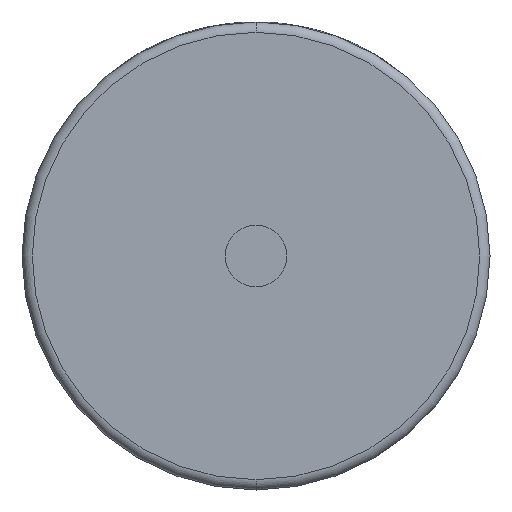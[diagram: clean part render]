
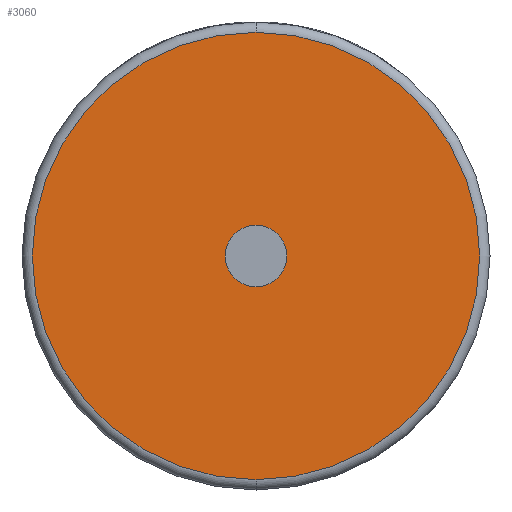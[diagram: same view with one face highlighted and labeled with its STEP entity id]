
A CAD part, front view. The second image highlights one B-rep face of the part: STEP entity #3060.
In plain terms, the highlighted planar face has unit normal (0, -1, 0).
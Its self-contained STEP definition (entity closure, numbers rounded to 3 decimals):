
#86 = EDGE_LOOP ( 'NONE', ( #1372, #1268 ) ) ;
#146 = DIRECTION ( 'NONE',  ( 0., -1., 0. ) ) ;
#148 = VERTEX_POINT ( 'NONE', #3132 ) ;
#286 = VERTEX_POINT ( 'NONE', #3339 ) ;
#419 = DIRECTION ( 'NONE',  ( 0., -1., 0. ) ) ;
#449 = DIRECTION ( 'NONE',  ( 0., 0., 1. ) ) ;
#468 = ORIENTED_EDGE ( 'NONE', *, *, #3024, .F. ) ;
#1173 = CARTESIAN_POINT ( 'NONE',  ( 0., 0., 43.5 ) ) ;
#1226 = CARTESIAN_POINT ( 'NONE',  ( 0., 0., 0. ) ) ;
#1227 = EDGE_CURVE ( 'NONE', #148, #286, #2770, .T. ) ;
#1256 = EDGE_CURVE ( 'NONE', #4253, #1707, #3054, .T. ) ;
#1268 = ORIENTED_EDGE ( 'NONE', *, *, #3141, .T. ) ;
#1332 = AXIS2_PLACEMENT_3D ( 'NONE', #2474, #1731, #3564 ) ;
#1368 = AXIS2_PLACEMENT_3D ( 'NONE', #1573, #146, #449 ) ;
#1372 = ORIENTED_EDGE ( 'NONE', *, *, #1256, .T. ) ;
#1438 = CARTESIAN_POINT ( 'NONE',  ( 0., 0., 0. ) ) ;
#1561 = FACE_BOUND ( 'NONE', #3759, .T. ) ;
#1573 = CARTESIAN_POINT ( 'NONE',  ( 0., 0., 0. ) ) ;
#1707 = VERTEX_POINT ( 'NONE', #4637 ) ;
#1731 = DIRECTION ( 'NONE',  ( 0., -1., 0. ) ) ;
#1854 = FACE_OUTER_BOUND ( 'NONE', #86, .T. ) ;
#2090 = AXIS2_PLACEMENT_3D ( 'NONE', #4484, #4018, #2357 ) ;
#2357 = DIRECTION ( 'NONE',  ( 0., 0., 1. ) ) ;
#2474 = CARTESIAN_POINT ( 'NONE',  ( 0., 0., 0. ) ) ;
#2556 = DIRECTION ( 'NONE',  ( 0., 0., 1. ) ) ;
#2613 = DIRECTION ( 'NONE',  ( 0., 1., 0. ) ) ;
#2669 = CIRCLE ( 'NONE', #1332, 6. ) ;
#2770 = CIRCLE ( 'NONE', #4547, 6. ) ;
#3024 = EDGE_CURVE ( 'NONE', #286, #148, #2669, .T. ) ;
#3054 = CIRCLE ( 'NONE', #2090, 43.5 ) ;
#3060 = ADVANCED_FACE ( 'NONE', ( #1854, #1561 ), #3262, .F. ) ;
#3089 = ORIENTED_EDGE ( 'NONE', *, *, #1227, .F. ) ;
#3132 = CARTESIAN_POINT ( 'NONE',  ( 0., 0., -6. ) ) ;
#3141 = EDGE_CURVE ( 'NONE', #1707, #4253, #4163, .T. ) ;
#3262 = PLANE ( 'NONE',  #3283 ) ;
#3283 = AXIS2_PLACEMENT_3D ( 'NONE', #1438, #2613, #2556 ) ;
#3339 = CARTESIAN_POINT ( 'NONE',  ( 0., 0., 6. ) ) ;
#3432 = DIRECTION ( 'NONE',  ( 0., 0., 1. ) ) ;
#3564 = DIRECTION ( 'NONE',  ( 0., 0., 1. ) ) ;
#3759 = EDGE_LOOP ( 'NONE', ( #468, #3089 ) ) ;
#4018 = DIRECTION ( 'NONE',  ( 0., -1., 0. ) ) ;
#4163 = CIRCLE ( 'NONE', #1368, 43.5 ) ;
#4253 = VERTEX_POINT ( 'NONE', #1173 ) ;
#4484 = CARTESIAN_POINT ( 'NONE',  ( 0., 0., 0. ) ) ;
#4547 = AXIS2_PLACEMENT_3D ( 'NONE', #1226, #419, #3432 ) ;
#4637 = CARTESIAN_POINT ( 'NONE',  ( 0., 0., -43.5 ) ) ;
